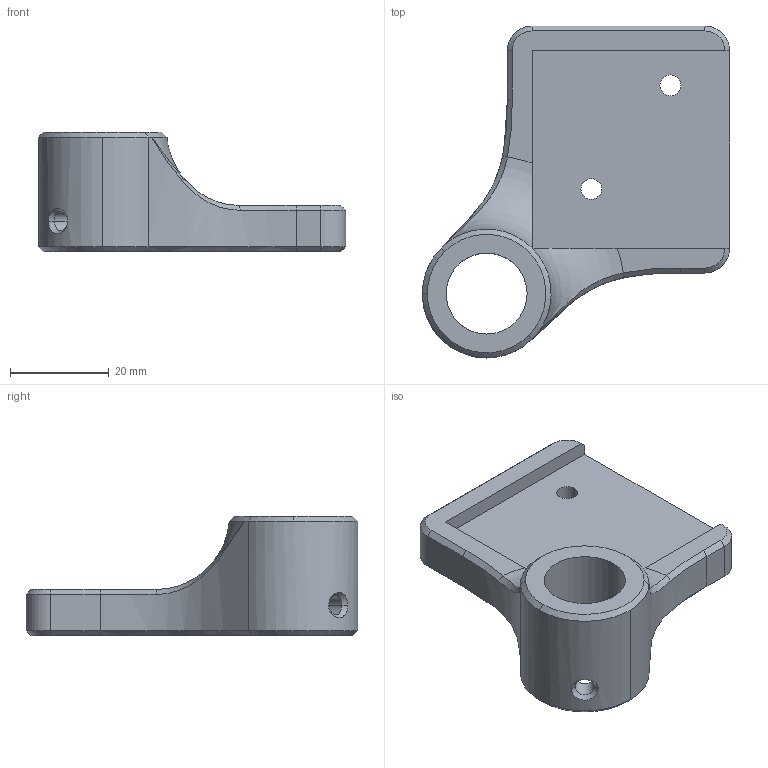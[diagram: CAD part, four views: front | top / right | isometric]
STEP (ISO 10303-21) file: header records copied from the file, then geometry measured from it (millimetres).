
FILE_DESCRIPTION (( 'STEP AP214' ), '1' );
FILE_NAME ('ende.STEP', '2024-09-18T18:43:45', ( '' ), ( '' ), 'SwSTEP 2.0', 'SolidWorks 2023', '' );
FILE_SCHEMA (( 'AUTOMOTIVE_DESIGN' ));
Length unit declared in the file: millimetre
Products named in the file (1): ende
Bounding box: 62.19 x 67.19 x 24.2 mm (x, y, z)
Volume: 25101.3 mm3; surface area: 10041.7 mm2
Topology: 1 solids, 1 shells, 66 faces, 159 edges, 97 vertices
Faces by surface type: plane 21, cylinder 17, cone 16, bspline 10, torus 2
Entity records: 4568 total; most frequent: CARTESIAN_POINT 3060, ORIENTED_EDGE 318, DIRECTION 287, EDGE_CURVE 159, AXIS2_PLACEMENT_3D 110, VERTEX_POINT 97, EDGE_LOOP 76, LINE 67
